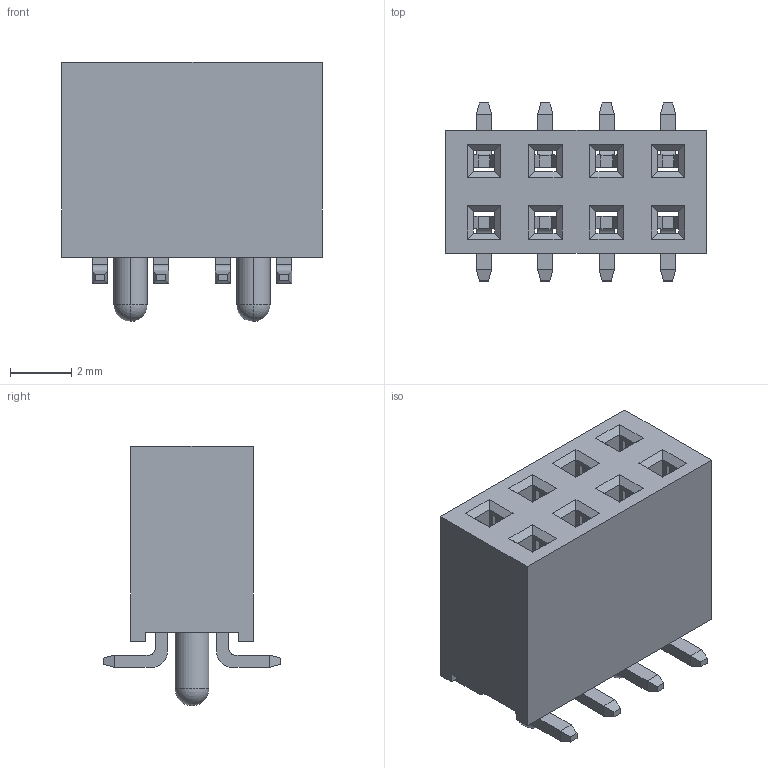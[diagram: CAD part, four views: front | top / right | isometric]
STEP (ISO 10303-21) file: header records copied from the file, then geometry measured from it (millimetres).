
FILE_DESCRIPTION (( 'STEP AP214' ), '1' );
FILE_NAME ('FFH20034-D08S1014K6MA-REF.STEP', '2026-01-07T08:00:42', ( '' ), ( '' ), 'SwSTEP 2.0', 'SolidWorks 2021', '' );
FILE_SCHEMA (( 'AUTOMOTIVE_DESIGN' ));
Length unit declared in the file: millimetre
Products named in the file (1): FFH20034-D08S1014K6MA-REF
Bounding box: 8.5 x 5.8 x 8.45 mm (x, y, z)
Volume: 194.6 mm3; surface area: 487 mm2
Topology: 1 solids, 1 shells, 370 faces, 1024 edges, 638 vertices
Faces by surface type: plane 346, cylinder 20, sphere 4
Entity records: 11462 total; most frequent: ORIENTED_EDGE 2032, CARTESIAN_POINT 2021, DIRECTION 1802, EDGE_CURVE 1016, LINE 972, VECTOR 972, VERTEX_POINT 634, AXIS2_PLACEMENT_3D 415
